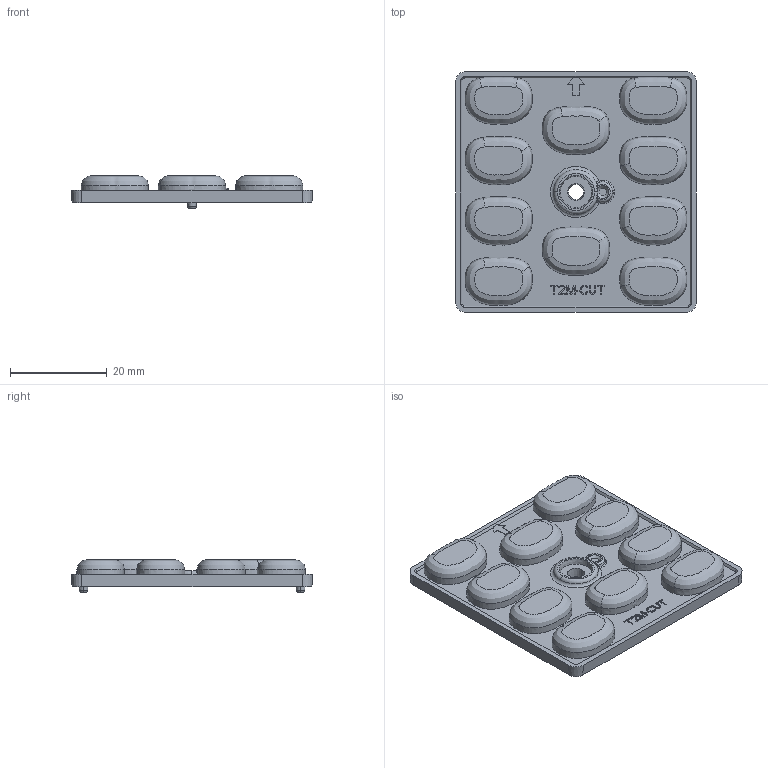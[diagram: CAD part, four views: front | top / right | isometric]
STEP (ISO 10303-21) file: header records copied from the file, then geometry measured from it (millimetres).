
FILE_DESCRIPTION((''),'2;1');
FILE_NAME('10IN1-KM-3D','2025-11-04T',('86134'),(''),'PRO/ENGINEER BY PARAMETRIC TECHNOLOGY CORPORATION, 2015070','PRO/ENGINEER BY PARAMETRIC TECHNOLOGY CORPORATION, 2015070','');
FILE_SCHEMA(('CONFIG_CONTROL_DESIGN'));
Products named in the file (1): 10IN1-KM-3D
Bounding box: 49.87 x 49.87 x 6.7 mm (x, y, z)
Volume: 8058.1 mm3; surface area: 6929.8 mm2
Topology: 1 solids, 1 shells, 376 faces, 972 edges, 628 vertices
Faces by surface type: plane 229, bspline 58, cylinder 41, extrusion 20, cone 18, torus 10
Entity records: 37795 total; most frequent: CARTESIAN_POINT 29231, ORIENTED_EDGE 1904, DIRECTION 1430, EDGE_CURVE 952, VECTOR 670, LINE 650, VERTEX_POINT 628, EDGE_LOOP 428
